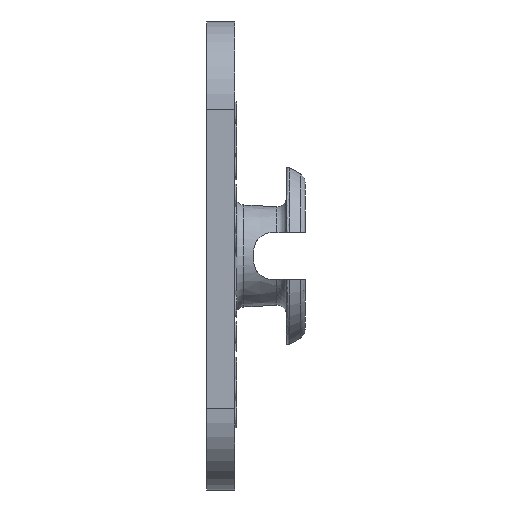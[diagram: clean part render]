
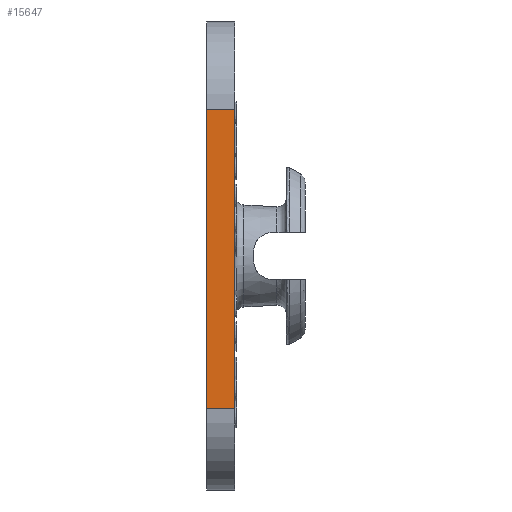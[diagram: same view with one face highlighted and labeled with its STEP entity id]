
A CAD part, left-side view. The second image highlights one B-rep face of the part: STEP entity #15647.
In plain terms, the highlighted planar face has unit normal (-1, 0, 0).
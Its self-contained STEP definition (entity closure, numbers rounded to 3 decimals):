
#115=DIRECTION('',(0.,0.,1.));
#116=VECTOR('',#115,32.002);
#117=CARTESIAN_POINT('',(-14.42,0.,-16.325));
#118=LINE('1884',#117,#116);
#3820=DIRECTION('',(0.,1.,0.));
#3821=VECTOR('',#3820,3.);
#3822=CARTESIAN_POINT('',(-14.42,0.,15.677));
#3823=LINE('1894',#3822,#3821);
#3827=DIRECTION('',(0.,1.,0.));
#3828=VECTOR('',#3827,3.);
#3829=CARTESIAN_POINT('',(-14.42,0.,-16.325));
#3830=LINE('1892',#3829,#3828);
#3901=DIRECTION('',(0.,0.,1.));
#3902=VECTOR('',#3901,32.002);
#3903=CARTESIAN_POINT('',(-14.42,3.,-16.325));
#3904=LINE('1887',#3903,#3902);
#12192=CARTESIAN_POINT('',(-14.42,0.,-16.325));
#12193=VERTEX_POINT('',#12192);
#12194=CARTESIAN_POINT('',(-14.42,0.,15.677));
#12195=VERTEX_POINT('',#12194);
#12196=CARTESIAN_POINT('',(-14.42,3.,-16.325));
#12197=VERTEX_POINT('',#12196);
#12198=CARTESIAN_POINT('',(-14.42,3.,15.677));
#12199=VERTEX_POINT('',#12198);
#15635=CARTESIAN_POINT('',(-14.42,0.,-16.325));
#15636=DIRECTION('',(-1.,0.,0.));
#15637=DIRECTION('',(0.,0.,1.));
#15638=AXIS2_PLACEMENT_3D('',#15635,#15636,#15637);
#15639=PLANE('1891',#15638);
#15640=ORIENTED_EDGE('1884',*,*,#14345,.F.);
#15641=ORIENTED_EDGE('1892',*,*,#15518,.T.);
#15643=ORIENTED_EDGE('1887',*,*,#15642,.T.);
#15644=ORIENTED_EDGE('1894',*,*,#15627,.F.);
#15645=EDGE_LOOP('1891',(#15640,#15641,#15643,#15644));
#15646=FACE_OUTER_BOUND('1891',#15645,.F.);
#15647=ADVANCED_FACE('1891',(#15646),#15639,.T.);
#14345=EDGE_CURVE('1884',#12193,#12195,#118,.T.);
#15518=EDGE_CURVE('1892',#12193,#12197,#3830,.T.);
#15627=EDGE_CURVE('1894',#12195,#12199,#3823,.T.);
#15642=EDGE_CURVE('1887',#12197,#12199,#3904,.T.);
